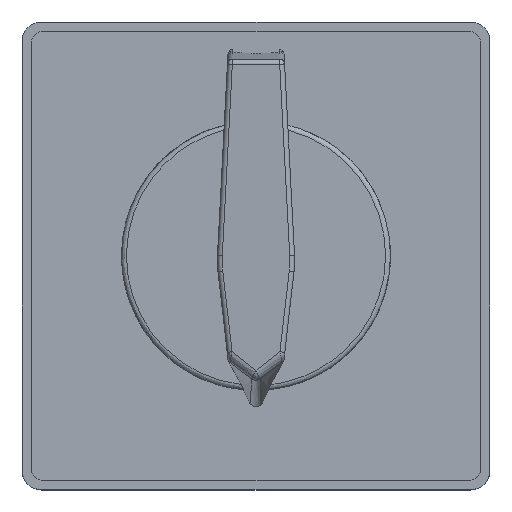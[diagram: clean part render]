
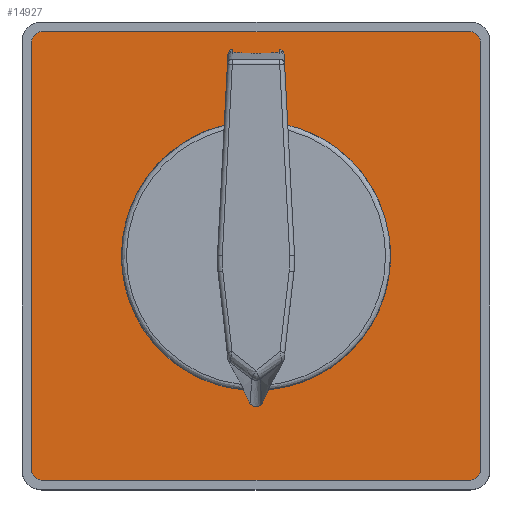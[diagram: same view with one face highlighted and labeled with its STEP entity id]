
A CAD part, top view. The second image highlights one B-rep face of the part: STEP entity #14927.
In plain terms, the highlighted planar face has unit normal (0, 0, 1).
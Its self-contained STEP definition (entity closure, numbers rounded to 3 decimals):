
#172 = LINE ( 'NONE', #13305, #8213 ) ;
#547 = AXIS2_PLACEMENT_3D ( 'NONE', #10990, #14617, #3010 ) ;
#891 = DIRECTION ( 'NONE',  ( 1., 0., 0. ) ) ;
#972 = EDGE_LOOP ( 'NONE', ( #8175, #14367 ) ) ;
#1409 = VECTOR ( 'NONE', #13068, 1000. ) ;
#1697 = LINE ( 'NONE', #7980, #1409 ) ;
#1736 = CARTESIAN_POINT ( 'NONE',  ( 22., 23., 3.5 ) ) ;
#1944 = ORIENTED_EDGE ( 'NONE', *, *, #3238, .T. ) ;
#2018 = CARTESIAN_POINT ( 'NONE',  ( 22., 22., 3.5 ) ) ;
#2072 = CIRCLE ( 'NONE', #12359, 1. ) ;
#2242 = VERTEX_POINT ( 'NONE', #1736 ) ;
#2378 = EDGE_CURVE ( 'NONE', #5084, #12295, #16390, .T. ) ;
#2439 = DIRECTION ( 'NONE',  ( 1., 0., 0. ) ) ;
#2989 = CARTESIAN_POINT ( 'NONE',  ( -22., 22., 3.5 ) ) ;
#2992 = EDGE_CURVE ( 'NONE', #9195, #11916, #5969, .T. ) ;
#3010 = DIRECTION ( 'NONE',  ( 1., 0., 0. ) ) ;
#3044 = CARTESIAN_POINT ( 'NONE',  ( 23., 22., 3.5 ) ) ;
#3238 = EDGE_CURVE ( 'NONE', #10773, #10723, #1697, .T. ) ;
#3264 = DIRECTION ( 'NONE',  ( 0., 0., 1. ) ) ;
#4206 = AXIS2_PLACEMENT_3D ( 'NONE', #13279, #9729, #14889 ) ;
#4234 = CIRCLE ( 'NONE', #9400, 1. ) ;
#4771 = CARTESIAN_POINT ( 'NONE',  ( 23., -22., 3.5 ) ) ;
#4957 = ORIENTED_EDGE ( 'NONE', *, *, #8511, .T. ) ;
#5004 = EDGE_CURVE ( 'NONE', #2242, #13547, #172, .T. ) ;
#5074 = LINE ( 'NONE', #15235, #9743 ) ;
#5084 = VERTEX_POINT ( 'NONE', #15637 ) ;
#5722 = EDGE_CURVE ( 'NONE', #13547, #10773, #2072, .T. ) ;
#5914 = CIRCLE ( 'NONE', #14289, 1. ) ;
#5969 = LINE ( 'NONE', #4771, #8987 ) ;
#6110 = AXIS2_PLACEMENT_3D ( 'NONE', #14876, #3264, #891 ) ;
#6973 = CARTESIAN_POINT ( 'NONE',  ( 0., 0., 3.5 ) ) ;
#6987 = DIRECTION ( 'NONE',  ( 1., 0., 0. ) ) ;
#7194 = DIRECTION ( 'NONE',  ( 0., 0., 1. ) ) ;
#7951 = EDGE_CURVE ( 'NONE', #12295, #5084, #11374, .T. ) ;
#7980 = CARTESIAN_POINT ( 'NONE',  ( -23., 22., 3.5 ) ) ;
#8019 = CARTESIAN_POINT ( 'NONE',  ( 23., -22., 3.5 ) ) ;
#8117 = FACE_OUTER_BOUND ( 'NONE', #12624, .T. ) ;
#8175 = ORIENTED_EDGE ( 'NONE', *, *, #2378, .F. ) ;
#8184 = DIRECTION ( 'NONE',  ( 1., 0., 0. ) ) ;
#8213 = VECTOR ( 'NONE', #14569, 1000. ) ;
#8385 = AXIS2_PLACEMENT_3D ( 'NONE', #6973, #13155, #11048 ) ;
#8437 = CARTESIAN_POINT ( 'NONE',  ( 22., -22., 3.5 ) ) ;
#8511 = EDGE_CURVE ( 'NONE', #8702, #9468, #5074, .T. ) ;
#8573 = CARTESIAN_POINT ( 'NONE',  ( -22., 23., 3.5 ) ) ;
#8702 = VERTEX_POINT ( 'NONE', #9215 ) ;
#8946 = CARTESIAN_POINT ( 'NONE',  ( 22., -23., 3.5 ) ) ;
#8987 = VECTOR ( 'NONE', #15104, 1000. ) ;
#9195 = VERTEX_POINT ( 'NONE', #8019 ) ;
#9215 = CARTESIAN_POINT ( 'NONE',  ( -22., -23., 3.5 ) ) ;
#9236 = CARTESIAN_POINT ( 'NONE',  ( -23., 22., 3.5 ) ) ;
#9338 = EDGE_CURVE ( 'NONE', #10723, #8702, #11912, .T. ) ;
#9400 = AXIS2_PLACEMENT_3D ( 'NONE', #8437, #12174, #8184 ) ;
#9468 = VERTEX_POINT ( 'NONE', #8946 ) ;
#9729 = DIRECTION ( 'NONE',  ( 0., 0., 1. ) ) ;
#9743 = VECTOR ( 'NONE', #2439, 1000. ) ;
#10723 = VERTEX_POINT ( 'NONE', #13213 ) ;
#10773 = VERTEX_POINT ( 'NONE', #9236 ) ;
#10990 = CARTESIAN_POINT ( 'NONE',  ( -22., -22., 3.5 ) ) ;
#11002 = FACE_BOUND ( 'NONE', #972, .T. ) ;
#11048 = DIRECTION ( 'NONE',  ( 1., 0., 0. ) ) ;
#11124 = EDGE_CURVE ( 'NONE', #9468, #9195, #4234, .T. ) ;
#11374 = CIRCLE ( 'NONE', #8385, 12.3 ) ;
#11764 = ORIENTED_EDGE ( 'NONE', *, *, #9338, .T. ) ;
#11912 = CIRCLE ( 'NONE', #547, 1. ) ;
#11916 = VERTEX_POINT ( 'NONE', #3044 ) ;
#12174 = DIRECTION ( 'NONE',  ( 0., 0., 1. ) ) ;
#12295 = VERTEX_POINT ( 'NONE', #13567 ) ;
#12359 = AXIS2_PLACEMENT_3D ( 'NONE', #2989, #13421, #6987 ) ;
#12624 = EDGE_LOOP ( 'NONE', ( #14209, #16247, #14027, #1944, #11764, #4957, #15344, #13336 ) ) ;
#12636 = EDGE_CURVE ( 'NONE', #11916, #2242, #5914, .T. ) ;
#13068 = DIRECTION ( 'NONE',  ( 0., -1., 0. ) ) ;
#13155 = DIRECTION ( 'NONE',  ( 0., 0., 1. ) ) ;
#13213 = CARTESIAN_POINT ( 'NONE',  ( -23., -22., 3.5 ) ) ;
#13279 = CARTESIAN_POINT ( 'NONE',  ( 22., 22., 3.5 ) ) ;
#13305 = CARTESIAN_POINT ( 'NONE',  ( 22., 23., 3.5 ) ) ;
#13336 = ORIENTED_EDGE ( 'NONE', *, *, #2992, .T. ) ;
#13421 = DIRECTION ( 'NONE',  ( 0., 0., 1. ) ) ;
#13547 = VERTEX_POINT ( 'NONE', #8573 ) ;
#13567 = CARTESIAN_POINT ( 'NONE',  ( 12.3, 0., 3.5 ) ) ;
#13717 = DIRECTION ( 'NONE',  ( 1., 0., 0. ) ) ;
#14027 = ORIENTED_EDGE ( 'NONE', *, *, #5722, .T. ) ;
#14209 = ORIENTED_EDGE ( 'NONE', *, *, #12636, .T. ) ;
#14289 = AXIS2_PLACEMENT_3D ( 'NONE', #2018, #7194, #13717 ) ;
#14367 = ORIENTED_EDGE ( 'NONE', *, *, #7951, .F. ) ;
#14569 = DIRECTION ( 'NONE',  ( -1., 0., 0. ) ) ;
#14617 = DIRECTION ( 'NONE',  ( 0., 0., 1. ) ) ;
#14876 = CARTESIAN_POINT ( 'NONE',  ( 0., 0., 3.5 ) ) ;
#14889 = DIRECTION ( 'NONE',  ( 1., 0., 0. ) ) ;
#14927 = ADVANCED_FACE ( 'NONE', ( #8117, #11002 ), #15982, .T. ) ;
#15104 = DIRECTION ( 'NONE',  ( 0., 1., 0. ) ) ;
#15235 = CARTESIAN_POINT ( 'NONE',  ( -22., -23., 3.5 ) ) ;
#15344 = ORIENTED_EDGE ( 'NONE', *, *, #11124, .T. ) ;
#15637 = CARTESIAN_POINT ( 'NONE',  ( -12.3, 0., 3.5 ) ) ;
#15982 = PLANE ( 'NONE',  #4206 ) ;
#16247 = ORIENTED_EDGE ( 'NONE', *, *, #5004, .T. ) ;
#16390 = CIRCLE ( 'NONE', #6110, 12.3 ) ;
